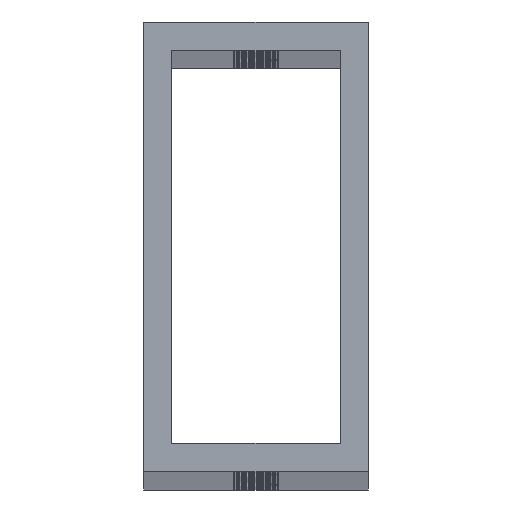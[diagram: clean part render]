
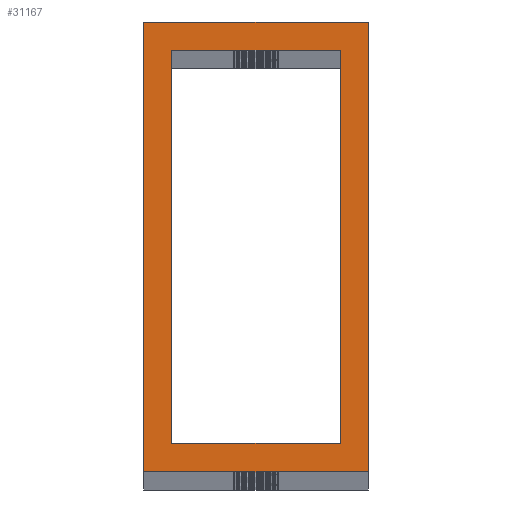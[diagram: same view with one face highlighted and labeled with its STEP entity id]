
A CAD part, top view. The second image highlights one B-rep face of the part: STEP entity #31167.
In plain terms, the highlighted planar face has unit normal (0, 0, 1).
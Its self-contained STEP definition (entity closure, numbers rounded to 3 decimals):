
#1514 = EDGE_CURVE ( 'NONE', #12979, #18303, #50286, .T. ) ;
#2127 = LINE ( 'NONE', #36247, #6085 ) ;
#4136 = DIRECTION ( 'NONE',  ( 1., 0., 0. ) ) ;
#4200 = EDGE_LOOP ( 'NONE', ( #22577, #8309, #42433, #33070 ) ) ;
#5271 = DIRECTION ( 'NONE',  ( -1., 0., 0. ) ) ;
#5930 = VECTOR ( 'NONE', #45801, 1000. ) ;
#6085 = VECTOR ( 'NONE', #53340, 1000. ) ;
#6652 = CARTESIAN_POINT ( 'NONE',  ( -9.525, -22.225, 1193.8 ) ) ;
#7899 = CARTESIAN_POINT ( 'NONE',  ( -9.525, 22.225, 1193.8 ) ) ;
#8309 = ORIENTED_EDGE ( 'NONE', *, *, #36467, .T. ) ;
#8375 = ORIENTED_EDGE ( 'NONE', *, *, #17936, .F. ) ;
#8619 = CARTESIAN_POINT ( 'NONE',  ( 9.525, 22.225, 1193.8 ) ) ;
#8765 = CARTESIAN_POINT ( 'NONE',  ( -12.7, -25.4, 1193.8 ) ) ;
#9003 = CARTESIAN_POINT ( 'NONE',  ( 12.7, 25.4, 1193.8 ) ) ;
#9109 = VERTEX_POINT ( 'NONE', #32094 ) ;
#11619 = CARTESIAN_POINT ( 'NONE',  ( -12.7, 25.4, 1193.8 ) ) ;
#12979 = VERTEX_POINT ( 'NONE', #7899 ) ;
#14498 = FACE_BOUND ( 'NONE', #46131, .T. ) ;
#15293 = CARTESIAN_POINT ( 'NONE',  ( -9.525, -22.225, 1193.8 ) ) ;
#16149 = DIRECTION ( 'NONE',  ( 1., 0., 0. ) ) ;
#16998 = CARTESIAN_POINT ( 'NONE',  ( -12.7, -25.4, 1193.8 ) ) ;
#17458 = VERTEX_POINT ( 'NONE', #50093 ) ;
#17936 = EDGE_CURVE ( 'NONE', #17458, #47506, #46411, .T. ) ;
#18303 = VERTEX_POINT ( 'NONE', #27858 ) ;
#20786 = VECTOR ( 'NONE', #16149, 1000. ) ;
#22316 = LINE ( 'NONE', #36575, #46279 ) ;
#22577 = ORIENTED_EDGE ( 'NONE', *, *, #46560, .T. ) ;
#26537 = CARTESIAN_POINT ( 'NONE',  ( 0., 0., 1193.8 ) ) ;
#27858 = CARTESIAN_POINT ( 'NONE',  ( -9.525, -22.225, 1193.8 ) ) ;
#28710 = DIRECTION ( 'NONE',  ( 0., 1., 0. ) ) ;
#28735 = DIRECTION ( 'NONE',  ( -1., 0., 0. ) ) ;
#28786 = VERTEX_POINT ( 'NONE', #8765 ) ;
#29878 = DIRECTION ( 'NONE',  ( 0., 1., 0. ) ) ;
#30544 = VECTOR ( 'NONE', #28710, 1000. ) ;
#30756 = FACE_OUTER_BOUND ( 'NONE', #4200, .T. ) ;
#31167 = ADVANCED_FACE ( 'NONE', ( #30756, #14498 ), #34655, .F. ) ;
#32094 = CARTESIAN_POINT ( 'NONE',  ( -12.7, 25.4, 1193.8 ) ) ;
#32333 = VERTEX_POINT ( 'NONE', #54667 ) ;
#32380 = DIRECTION ( 'NONE',  ( 0., -1., 0. ) ) ;
#32918 = CARTESIAN_POINT ( 'NONE',  ( 12.7, -25.4, 1193.8 ) ) ;
#33070 = ORIENTED_EDGE ( 'NONE', *, *, #36141, .T. ) ;
#33202 = AXIS2_PLACEMENT_3D ( 'NONE', #26537, #43633, #5271 ) ;
#33293 = EDGE_CURVE ( 'NONE', #18303, #17458, #45016, .T. ) ;
#34606 = LINE ( 'NONE', #16998, #38108 ) ;
#34655 = PLANE ( 'NONE',  #33202 ) ;
#36141 = EDGE_CURVE ( 'NONE', #28786, #32333, #34606, .T. ) ;
#36247 = CARTESIAN_POINT ( 'NONE',  ( -12.7, -25.4, 1193.8 ) ) ;
#36467 = EDGE_CURVE ( 'NONE', #40473, #9109, #49971, .T. ) ;
#36575 = CARTESIAN_POINT ( 'NONE',  ( -9.525, 22.225, 1193.8 ) ) ;
#38108 = VECTOR ( 'NONE', #4136, 1000. ) ;
#38854 = EDGE_CURVE ( 'NONE', #9109, #28786, #2127, .T. ) ;
#40473 = VERTEX_POINT ( 'NONE', #9003 ) ;
#40636 = ORIENTED_EDGE ( 'NONE', *, *, #33293, .F. ) ;
#42433 = ORIENTED_EDGE ( 'NONE', *, *, #38854, .T. ) ;
#43312 = EDGE_CURVE ( 'NONE', #47506, #12979, #22316, .T. ) ;
#43633 = DIRECTION ( 'NONE',  ( 0., 0., -1. ) ) ;
#44158 = ORIENTED_EDGE ( 'NONE', *, *, #43312, .F. ) ;
#45016 = LINE ( 'NONE', #6652, #20786 ) ;
#45801 = DIRECTION ( 'NONE',  ( -1., 0., 0. ) ) ;
#46131 = EDGE_LOOP ( 'NONE', ( #8375, #40636, #51698, #44158 ) ) ;
#46279 = VECTOR ( 'NONE', #28735, 1000. ) ;
#46411 = LINE ( 'NONE', #50589, #51845 ) ;
#46560 = EDGE_CURVE ( 'NONE', #32333, #40473, #49708, .T. ) ;
#47506 = VERTEX_POINT ( 'NONE', #8619 ) ;
#49021 = VECTOR ( 'NONE', #32380, 1000. ) ;
#49708 = LINE ( 'NONE', #32918, #30544 ) ;
#49971 = LINE ( 'NONE', #11619, #5930 ) ;
#50093 = CARTESIAN_POINT ( 'NONE',  ( 9.525, -22.225, 1193.8 ) ) ;
#50286 = LINE ( 'NONE', #15293, #49021 ) ;
#50589 = CARTESIAN_POINT ( 'NONE',  ( 9.525, -22.225, 1193.8 ) ) ;
#51698 = ORIENTED_EDGE ( 'NONE', *, *, #1514, .F. ) ;
#51845 = VECTOR ( 'NONE', #29878, 1000. ) ;
#53340 = DIRECTION ( 'NONE',  ( 0., -1., 0. ) ) ;
#54667 = CARTESIAN_POINT ( 'NONE',  ( 12.7, -25.4, 1193.8 ) ) ;
